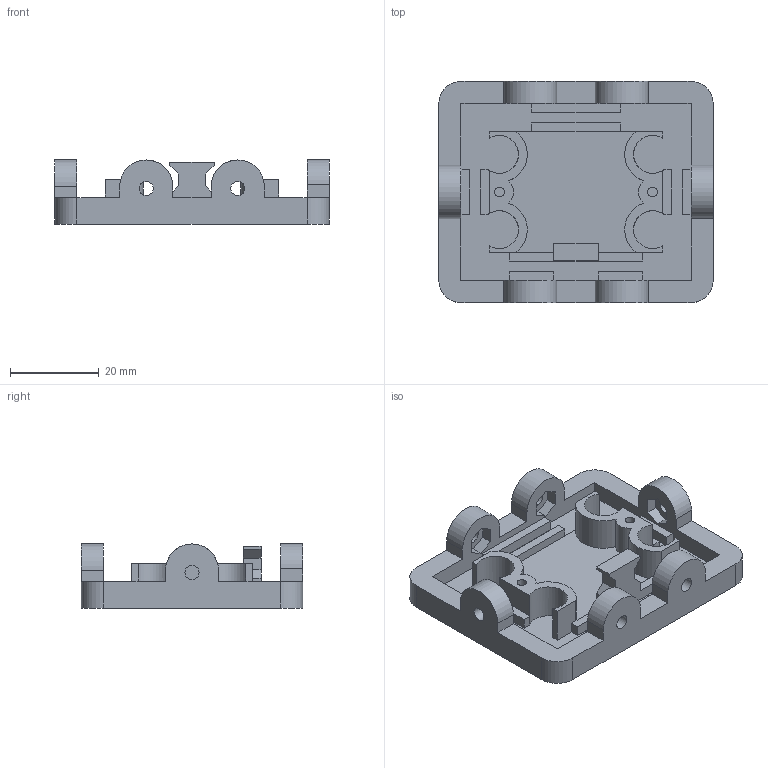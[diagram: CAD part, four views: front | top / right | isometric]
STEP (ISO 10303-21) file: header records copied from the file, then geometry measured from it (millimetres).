
FILE_DESCRIPTION( ( '' ), ' ' );
FILE_NAME( '5e581b12f6024b13c78e3655.step', '2020-02-27T19:40:03', ( '' ), ( '' ), ' ', ' ', ' ' );
FILE_SCHEMA( ( 'AUTOMOTIVE_DESIGN { 1 0 10303 214 1 1 1 1 }' ) );
Length unit declared in the file: metre
Products named in the file (1): Part 1
Bounding box: 62 x 50 x 14.5 mm (x, y, z)
Volume: 14931.4 mm3; surface area: 12094.3 mm2
Topology: 1 solids, 1 shells, 165 faces, 461 edges, 307 vertices
Faces by surface type: plane 137, cylinder 28
Full cylindrical faces by diameter (mm): 2.2 x2, 3.2 x6
Entity records: 6540 total; most frequent: CARTESIAN_POINT 920, ORIENTED_EDGE 900, DIRECTION 842, EDGE_CURVE 450, LINE 390, VECTOR 390, VERTEX_POINT 304, AXIS2_PLACEMENT_3D 226
